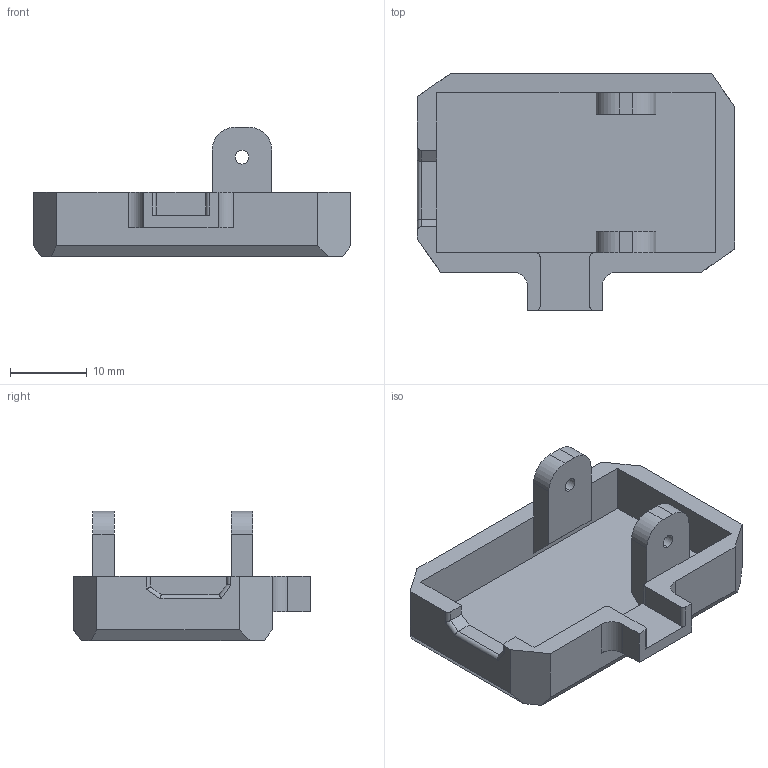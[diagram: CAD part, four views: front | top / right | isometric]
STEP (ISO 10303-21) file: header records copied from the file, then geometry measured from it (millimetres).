
FILE_DESCRIPTION (( 'STEP AP203' ), '1' );
FILE_NAME ('bottom.STEP', '2021-04-09T20:29:28', ( '' ), ( '' ), 'SwSTEP 2.0', 'SolidWorks 2018', '' );
FILE_SCHEMA (( 'CONFIG_CONTROL_DESIGN' ));
Length unit declared in the file: millimetre
Products named in the file (1): bottom
Bounding box: 41.4 x 30.9 x 16.9 mm (x, y, z)
Volume: 4383.3 mm3; surface area: 4479.4 mm2
Topology: 1 solids, 1 shells, 201 faces, 559 edges, 364 vertices
Faces by surface type: plane 109, bspline 73, cylinder 19
Entity records: 9749 total; most frequent: CARTESIAN_POINT 5041, ORIENTED_EDGE 1118, DIRECTION 685, EDGE_CURVE 559, LINE 367, VECTOR 367, VERTEX_POINT 364, EDGE_LOOP 209
